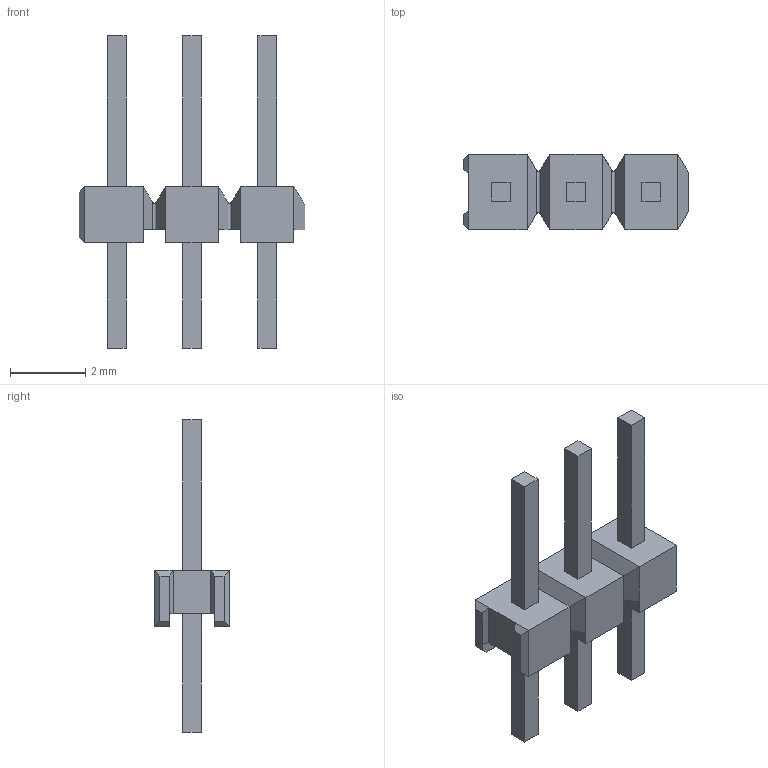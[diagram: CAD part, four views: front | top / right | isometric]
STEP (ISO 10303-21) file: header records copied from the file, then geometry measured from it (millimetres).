
FILE_DESCRIPTION(('STEP AP242'),'1');
FILE_NAME('2355045-3.stp','2021-07-07T15:37:39',('TraceParts'),('TraceParts S.A.'),'Spatial InterOp 3D',' ',' ');
FILE_SCHEMA(('AP242_MANAGED_MODEL_BASED_3D_ENGINEERING_MIM_LF {1 0 10303 442 1 1 4}'));
Length unit declared in the file: millimetre
Products named in the file (1): 2355045-3
Bounding box: 6 x 2 x 8.3 mm (x, y, z)
Volume: 18.8 mm3; surface area: 93.1 mm2
Topology: 1 solids, 1 shells, 95 faces, 225 edges, 138 vertices
Faces by surface type: plane 89, cylinder 6
Entity records: 2679 total; most frequent: CARTESIAN_POINT 496, ORIENTED_EDGE 450, DIRECTION 417, EDGE_CURVE 225, LINE 217, VECTOR 217, VERTEX_POINT 138, EDGE_LOOP 101
